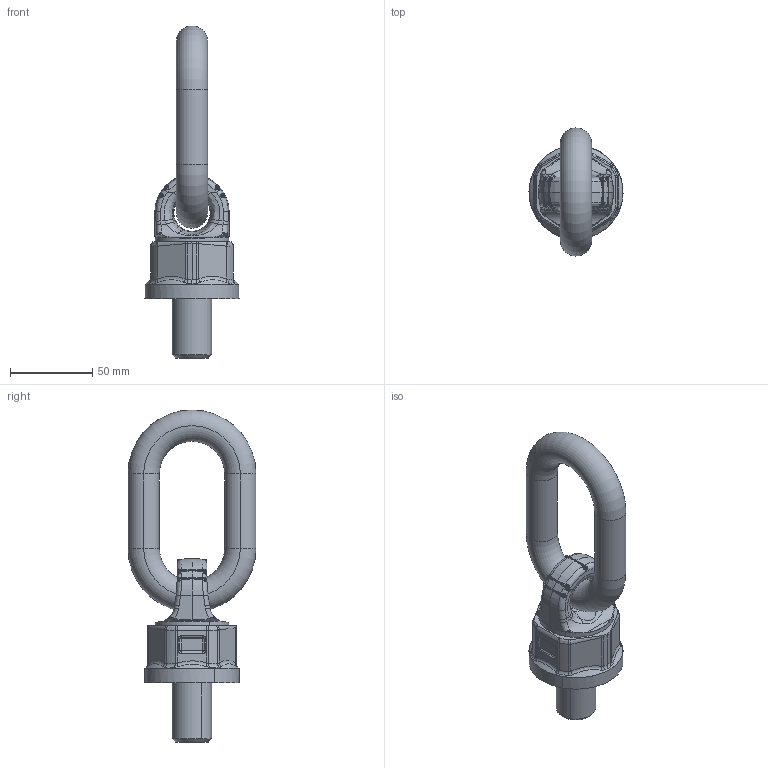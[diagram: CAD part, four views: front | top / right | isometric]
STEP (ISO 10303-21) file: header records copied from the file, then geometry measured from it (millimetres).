
FILE_DESCRIPTION(('CATIA V5 STEP Exchange'),'2;1');
FILE_NAME('8-251-040-02.stp','2017-09-19T03:54:58+00:00',('none'),('none'),'CATIA Version 5 Release 21 GA (IN-10)','CATIA V5 STEP AP203','none');
FILE_SCHEMA(('CONFIG_CONTROL_DESIGN'));
Length unit declared in the file: millimetre
Products named in the file (1): 產品1
Assembly tree (2 placements, depth 2):
  產品1
    #58
    #6580
Bounding box: 56.98 x 77.57 x 201.25 mm (x, y, z)
Volume: 193704.9 mm3; surface area: 37416.7 mm2
Topology: 3 solids, 3 shells, 408 faces, 982 edges, 569 vertices
Faces by surface type: bspline 232, cylinder 88, plane 30, torus 24, cone 18, sphere 12, revolution 4
Entity records: 27221 total; most frequent: CARTESIAN_POINT 20071, ORIENTED_EDGE 1940, EDGE_CURVE 970, B_SPLINE_CURVE_WITH_KNOTS 716, DIRECTION 574, VERTEX_POINT 569, EDGE_LOOP 413, ADVANCED_FACE 408
